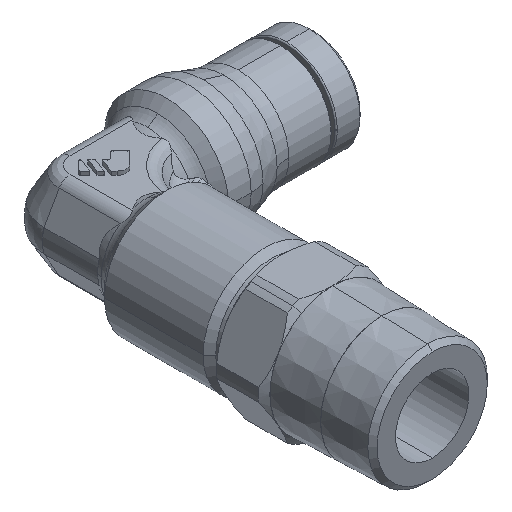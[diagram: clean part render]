
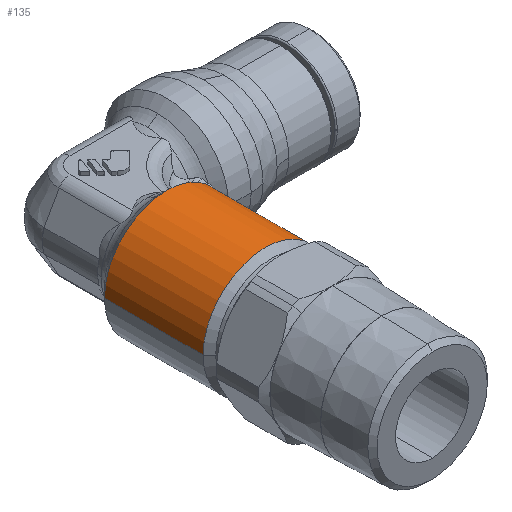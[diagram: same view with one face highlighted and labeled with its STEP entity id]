
A CAD part, isometric view. The second image highlights one B-rep face of the part: STEP entity #135.
In plain terms, the highlighted cylindrical face has radius 4.935 mm (diameter 9.87 mm), a partial arc.
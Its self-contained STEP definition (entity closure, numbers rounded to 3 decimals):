
#135=ADVANCED_FACE('',(#396),#397,.T.);
#396=FACE_OUTER_BOUND('',#742,.T.);
#397=CYLINDRICAL_SURFACE('',#743,4.935);
#742=EDGE_LOOP('',(#1630,#1631,#1632,#1633));
#743=AXIS2_PLACEMENT_3D('',#1634,#1635,#1636);
#1630=ORIENTED_EDGE('',*,*,#2395,.T.);
#1631=ORIENTED_EDGE('',*,*,#2293,.T.);
#1632=ORIENTED_EDGE('',*,*,#2396,.T.);
#1633=ORIENTED_EDGE('',*,*,#2540,.T.);
#1634=CARTESIAN_POINT('',(0.,-7.255,0.));
#1635=DIRECTION('',(0.,-1.0,0.));
#1636=DIRECTION('',(-1.0,0.,0.));
#2293=EDGE_CURVE('',#2757,#2759,#2761,.T.);
#2395=EDGE_CURVE('',#2942,#2757,#2950,.T.);
#2396=EDGE_CURVE('',#2759,#2947,#2951,.T.);
#2540=EDGE_CURVE('',#2947,#2942,#3179,.T.);
#2757=VERTEX_POINT('',#3531);
#2759=VERTEX_POINT('',#3534);
#2761=CIRCLE('',#3537,4.935);
#2942=VERTEX_POINT('',#3925);
#2947=VERTEX_POINT('',#3952);
#2950=LINE('',#3956,#3957);
#2951=LINE('',#3958,#3959);
#3179=CIRCLE('',#4435,4.935);
#3531=CARTESIAN_POINT('',(-4.935,-14.2,0.));
#3534=CARTESIAN_POINT('',(4.935,-14.2,0.));
#3537=AXIS2_PLACEMENT_3D('',#5031,#5032,#5033);
#3925=CARTESIAN_POINT('',(-4.935,-6.36,0.));
#3952=CARTESIAN_POINT('',(4.935,-6.36,0.));
#3956=CARTESIAN_POINT('',(-4.935,-7.255,0.));
#3957=VECTOR('',#5210,1.0);
#3958=CARTESIAN_POINT('',(4.935,-7.255,0.));
#3959=VECTOR('',#5211,1.0);
#4435=AXIS2_PLACEMENT_3D('',#5442,#5443,#5444);
#5031=CARTESIAN_POINT('',(0.,-14.2,0.));
#5032=DIRECTION('',(0.,1.0,0.));
#5033=DIRECTION('',(-1.0,0.,0.));
#5210=DIRECTION('',(0.,-1.0,0.));
#5211=DIRECTION('',(0.,1.0,0.));
#5442=CARTESIAN_POINT('',(0.,-6.36,0.));
#5443=DIRECTION('',(0.,-1.0,0.));
#5444=DIRECTION('',(-1.0,0.,0.));
